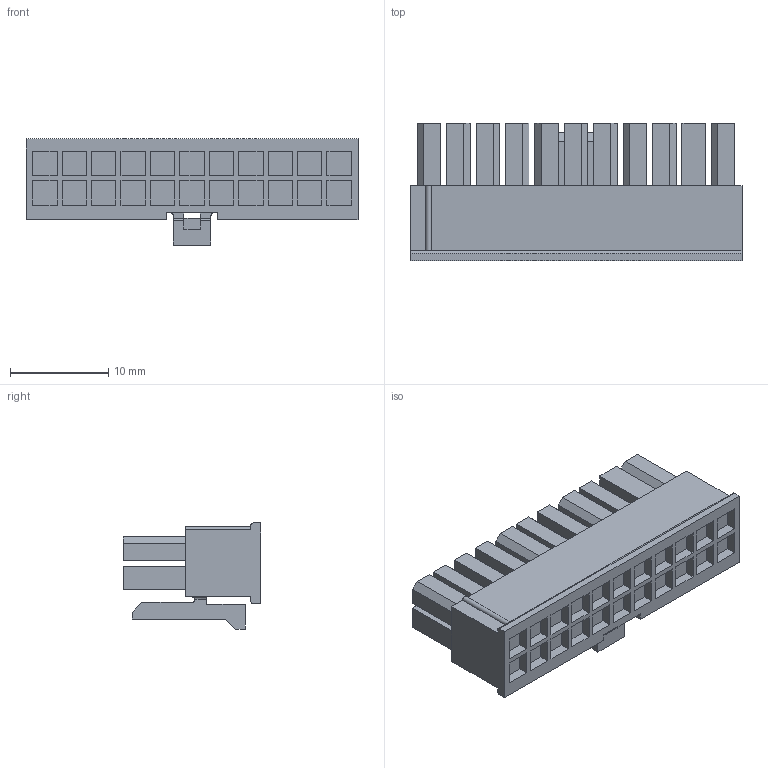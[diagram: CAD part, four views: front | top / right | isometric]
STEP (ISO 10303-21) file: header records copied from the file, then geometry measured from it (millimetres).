
FILE_DESCRIPTION((''),'2;1');
FILE_NAME('430252200','2018-10-10T',('gga'),(''),'PRO/ENGINEER BY PARAMETRIC TECHNOLOGY CORPORATION, 2016010','PRO/ENGINEER BY PARAMETRIC TECHNOLOGY CORPORATION, 2016010','');
FILE_SCHEMA(('CONFIG_CONTROL_DESIGN'));
Length unit declared in the file: millimetre
Products named in the file (1): 430252200
Bounding box: 33.85 x 14 x 10.83 mm (x, y, z)
Volume: 2473.9 mm3; surface area: 2969.6 mm2
Topology: 1 solids, 1 shells, 437 faces, 1107 edges, 738 vertices
Faces by surface type: plane 427, cylinder 10
Entity records: 12943 total; most frequent: CARTESIAN_POINT 2305, ORIENTED_EDGE 2214, DIRECTION 1999, EDGE_CURVE 1107, VECTOR 1087, LINE 1087, VERTEX_POINT 738, EDGE_LOOP 505
